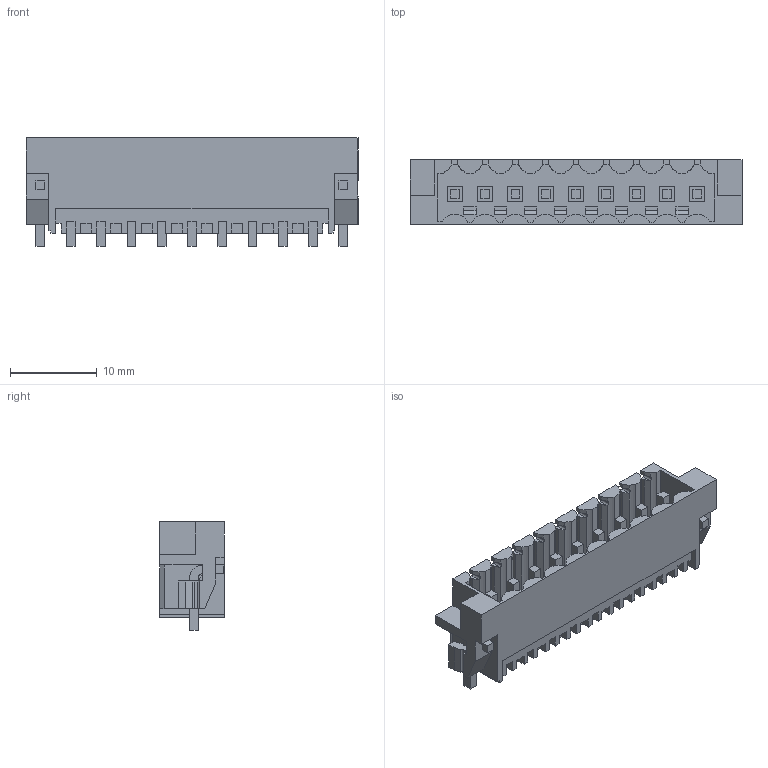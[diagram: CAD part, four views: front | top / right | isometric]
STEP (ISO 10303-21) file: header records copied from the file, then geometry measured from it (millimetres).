
FILE_DESCRIPTION(('CATIA V5 STEP Exchange','CAx-IF Rec.Pracs.--- Model Styling and Organization---1.2---2011-12-15'),'2;1');
FILE_NAME ('D1450764_0_1291380000_1291380000.stp','2018-03-20T09:18:07+00:00',('none'),('Weidmueller'),'CATIA Version 5-6 Release 2014','CATIA V5 STEP AP214','none');
FILE_SCHEMA(('AUTOMOTIVE_DESIGN { 1 0 10303 214 1 1 1 1 }'));
Length unit declared in the file: millimetre
Products named in the file (1): 1291380000
Bounding box: 38.35 x 7.45 x 12.55 mm (x, y, z)
Volume: 1259.7 mm3; surface area: 3438.6 mm2
Topology: 12 solids, 12 shells, 762 faces, 2246 edges, 1523 vertices
Faces by surface type: plane 691, cylinder 71
Entity records: 24261 total; most frequent: ORIENTED_EDGE 4492, CARTESIAN_POINT 4465, DIRECTION 3086, EDGE_CURVE 2246, VECTOR 2068, LINE 2068, VERTEX_POINT 1523, EDGE_LOOP 799
